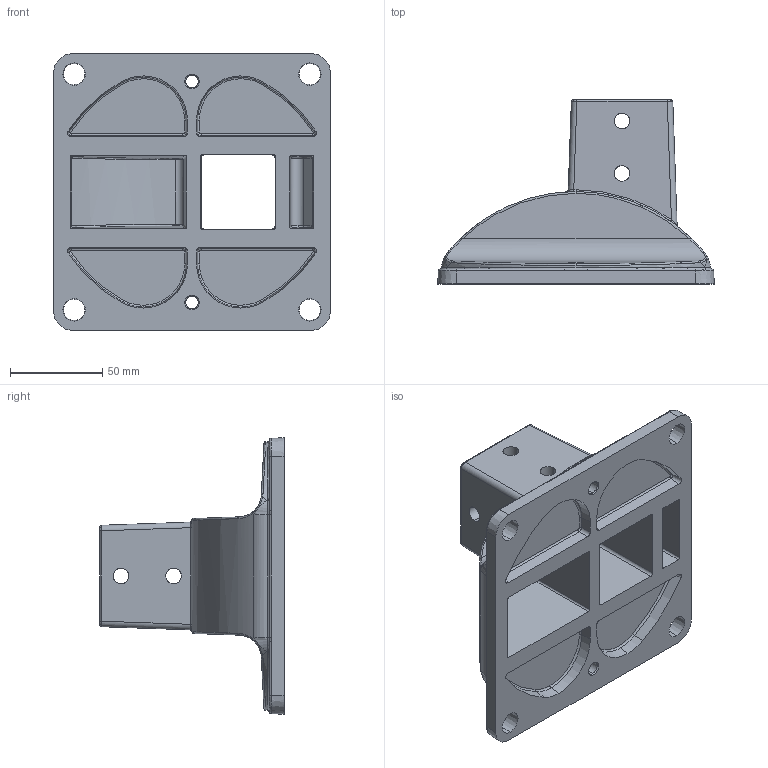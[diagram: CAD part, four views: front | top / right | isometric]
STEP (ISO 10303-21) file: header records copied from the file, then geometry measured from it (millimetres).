
FILE_DESCRIPTION (( 'STEP AP214' ), '1' );
FILE_NAME ('7520030', '2019-01-30T09:37:27', ( '' ), ('JUGARD+KÜNSTNER GmbH'), 'SwSTEP 2.0', 'SolidWorks 2017', '' );
FILE_SCHEMA (( 'AUTOMOTIVE_DESIGN' ));
Length unit declared in the file: millimetre
Products named in the file (1): 7520030
Bounding box: 150 x 100 x 150 mm (x, y, z)
Volume: 378770.6 mm3; surface area: 96845.3 mm2
Topology: 1 solids, 1 shells, 261 faces, 625 edges, 373 vertices
Faces by surface type: bspline 103, cylinder 77, plane 48, cone 33
Entity records: 11926 total; most frequent: CARTESIAN_POINT 6596, ORIENTED_EDGE 1250, DIRECTION 900, EDGE_CURVE 625, VERTEX_POINT 373, AXIS2_PLACEMENT_3D 344, EDGE_LOOP 298, FACE_OUTER_BOUND 261
